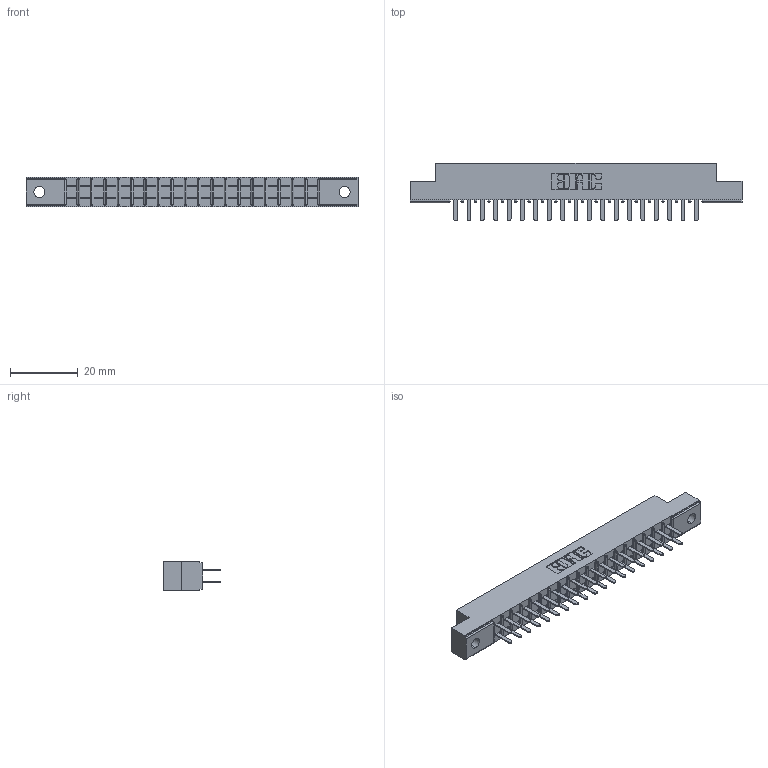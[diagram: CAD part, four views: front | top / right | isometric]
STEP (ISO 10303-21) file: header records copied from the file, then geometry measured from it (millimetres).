
FILE_DESCRIPTION (( 'STEP AP203' ), '1' );
FILE_NAME ('355-038-520-502.STEP', '2019-09-11T10:22:47', ( '' ), ( '' ), 'SwSTEP 2.0', 'SolidWorks 2016', '' );
FILE_SCHEMA (( 'CONFIG_CONTROL_DESIGN' ));
Length unit declared in the file: inch
Products named in the file (3): 355-038-520-502; 305-290-001_520; 305 Part_.128 Dia
Assembly tree (39 placements, depth 2):
  355-038-520-502
    305 Part_.128 Dia
    305-290-001_520  x38
Bounding box: 98.3 x 17.09 x 8.71 mm (x, y, z)
Volume: 5862.4 mm3; surface area: 11269.6 mm2
Topology: 39 solids, 39 shells, 1864 faces, 5313 edges, 3438 vertices
Faces by surface type: plane 1094, cylinder 694, sphere 76
Entity records: 23254 total; most frequent: CARTESIAN_POINT 3847, ORIENTED_EDGE 3814, DIRECTION 3739, EDGE_CURVE 1907, VECTOR 1519, LINE 1519, VERTEX_POINT 1218, AXIS2_PLACEMENT_3D 1110
